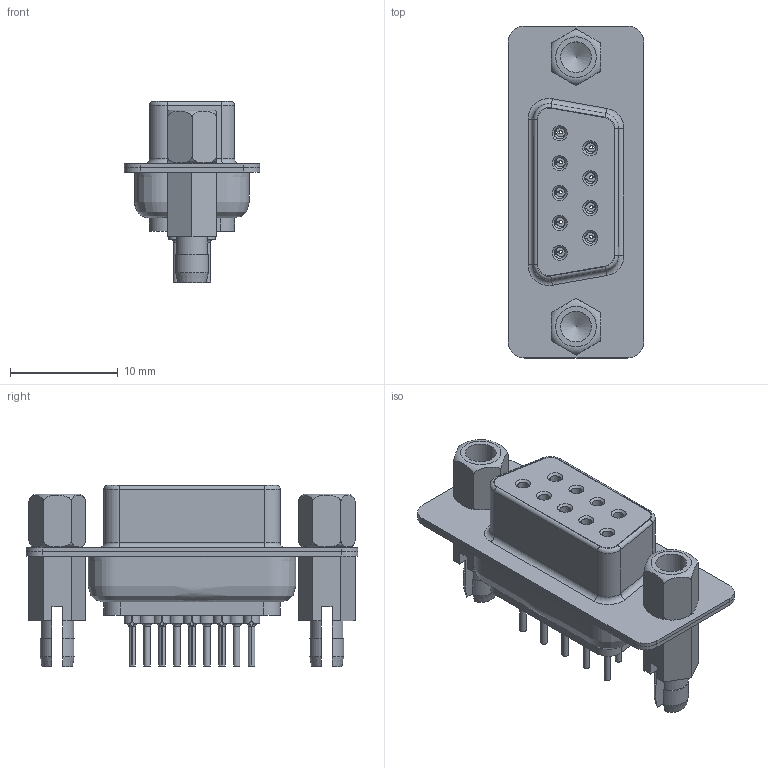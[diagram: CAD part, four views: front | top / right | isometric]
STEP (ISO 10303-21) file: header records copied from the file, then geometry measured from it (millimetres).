
FILE_DESCRIPTION(/* description */ ('Unknown'),/* implementation_level */ '2;1');
FILE_NAME(/* name */ 'J_Wurth_WR-DSUB_61800929321',/* time_stamp */ '2025-07-16T10:57:12+08:00',/* author */ ('Unknown'),/* organization */ ('Unknown'),/* preprocessor_version */ 'ST-DEVELOPER v19.4',/* originating_system */ 'Solid Edge',/* authorisation */ 'Unknown');
FILE_SCHEMA (('AUTOMOTIVE_DESIGN {1 0 10303 214 3 1 1}'));
Length unit declared in the file: millimetre
Products named in the file (2): J_Wurth_WR-DSUB_61800929321
Assembly tree (1 placements, depth 2):
  J_Wurth_WR-DSUB_61800929321
    J_Wurth_WR-DSUB_61800929321
Bounding box: 12.55 x 30.8 x 16.8 mm (x, y, z)
Volume: 2089.6 mm3; surface area: 5535.8 mm2
Topology: 17 solids, 17 shells, 884 faces, 2376 edges, 1536 vertices
Faces by surface type: plane 489, cylinder 212, cone 147, torus 25, bspline 11
Full cylindrical faces by diameter (mm): 1 x9, 1.5 x9, 1.6 x9, 2.75 x2, 2.85 x2, 3 x6
Entity records: 35080 total; most frequent: CARTESIAN_POINT 12241, DIRECTION 4772, ORIENTED_EDGE 4578, EDGE_CURVE 2289, AXIS2_PLACEMENT_3D 1880, VERTEX_POINT 1508, LINE 1012, VECTOR 1012
